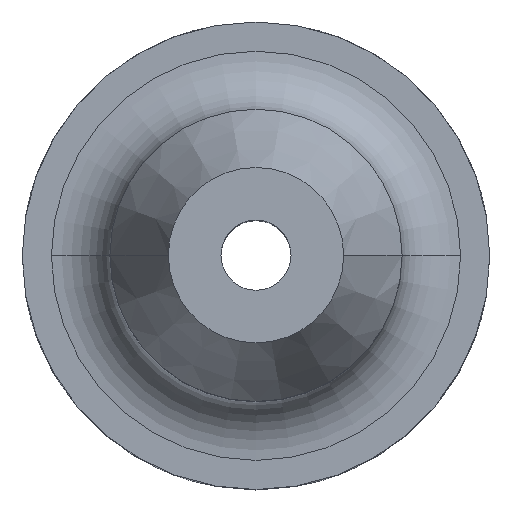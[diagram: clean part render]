
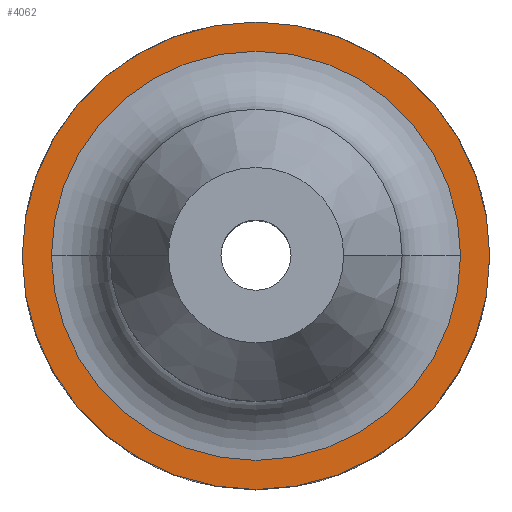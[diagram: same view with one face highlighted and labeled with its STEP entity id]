
A CAD part, top view. The second image highlights one B-rep face of the part: STEP entity #4062.
In plain terms, the highlighted planar face has unit normal (0, 0, 1).
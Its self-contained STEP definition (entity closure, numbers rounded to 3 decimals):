
#31 = VERTEX_POINT ( 'NONE', #3918 ) ;
#79 = EDGE_LOOP ( 'NONE', ( #998, #242 ) ) ;
#182 = DIRECTION ( 'NONE',  ( 1., 0., 0. ) ) ;
#242 = ORIENTED_EDGE ( 'NONE', *, *, #517, .T. ) ;
#316 = VERTEX_POINT ( 'NONE', #3139 ) ;
#381 = DIRECTION ( 'NONE',  ( 0., 0., -1. ) ) ;
#423 = DIRECTION ( 'NONE',  ( 0., 0., -1. ) ) ;
#517 = EDGE_CURVE ( 'NONE', #31, #4198, #3639, .T. ) ;
#579 = AXIS2_PLACEMENT_3D ( 'NONE', #2494, #423, #2858 ) ;
#998 = ORIENTED_EDGE ( 'NONE', *, *, #2874, .T. ) ;
#1124 = CARTESIAN_POINT ( 'NONE',  ( 20., 0., 20. ) ) ;
#1173 = CARTESIAN_POINT ( 'NONE',  ( -17.5, 0., 20. ) ) ;
#1177 = AXIS2_PLACEMENT_3D ( 'NONE', #3793, #1719, #4140 ) ;
#1393 = ORIENTED_EDGE ( 'NONE', *, *, #3108, .T. ) ;
#1402 = CARTESIAN_POINT ( 'NONE',  ( 0., 0., 20. ) ) ;
#1563 = AXIS2_PLACEMENT_3D ( 'NONE', #2116, #381, #2818 ) ;
#1719 = DIRECTION ( 'NONE',  ( 0., 0., 1. ) ) ;
#1753 = DIRECTION ( 'NONE',  ( -1., 0., 0. ) ) ;
#1951 = ORIENTED_EDGE ( 'NONE', *, *, #4012, .T. ) ;
#2116 = CARTESIAN_POINT ( 'NONE',  ( 0., 0., 20. ) ) ;
#2238 = DIRECTION ( 'NONE',  ( 0., 0., 1. ) ) ;
#2463 = PLANE ( 'NONE',  #1563 ) ;
#2494 = CARTESIAN_POINT ( 'NONE',  ( 0., 0., 20. ) ) ;
#2818 = DIRECTION ( 'NONE',  ( -1., 0., 0. ) ) ;
#2858 = DIRECTION ( 'NONE',  ( -1., 0., 0. ) ) ;
#2874 = EDGE_CURVE ( 'NONE', #4198, #31, #3044, .T. ) ;
#3044 = CIRCLE ( 'NONE', #1177, 20. ) ;
#3108 = EDGE_CURVE ( 'NONE', #3526, #316, #4441, .T. ) ;
#3139 = CARTESIAN_POINT ( 'NONE',  ( 17.5, 0., 20. ) ) ;
#3340 = FACE_BOUND ( 'NONE', #3487, .T. ) ;
#3487 = EDGE_LOOP ( 'NONE', ( #1393, #1951 ) ) ;
#3526 = VERTEX_POINT ( 'NONE', #1173 ) ;
#3639 = CIRCLE ( 'NONE', #4335, 20. ) ;
#3793 = CARTESIAN_POINT ( 'NONE',  ( 0., 0., 20. ) ) ;
#3822 = DIRECTION ( 'NONE',  ( 0., 0., -1. ) ) ;
#3918 = CARTESIAN_POINT ( 'NONE',  ( -20., 0., 20. ) ) ;
#4012 = EDGE_CURVE ( 'NONE', #316, #3526, #4368, .T. ) ;
#4062 = ADVANCED_FACE ( 'NONE', ( #3340, #4254 ), #2463, .F. ) ;
#4140 = DIRECTION ( 'NONE',  ( 1., 0., 0. ) ) ;
#4198 = VERTEX_POINT ( 'NONE', #1124 ) ;
#4254 = FACE_OUTER_BOUND ( 'NONE', #79, .T. ) ;
#4320 = CARTESIAN_POINT ( 'NONE',  ( 0., 0., 20. ) ) ;
#4335 = AXIS2_PLACEMENT_3D ( 'NONE', #4320, #2238, #182 ) ;
#4368 = CIRCLE ( 'NONE', #4456, 17.5 ) ;
#4441 = CIRCLE ( 'NONE', #579, 17.5 ) ;
#4456 = AXIS2_PLACEMENT_3D ( 'NONE', #1402, #3822, #1753 ) ;
